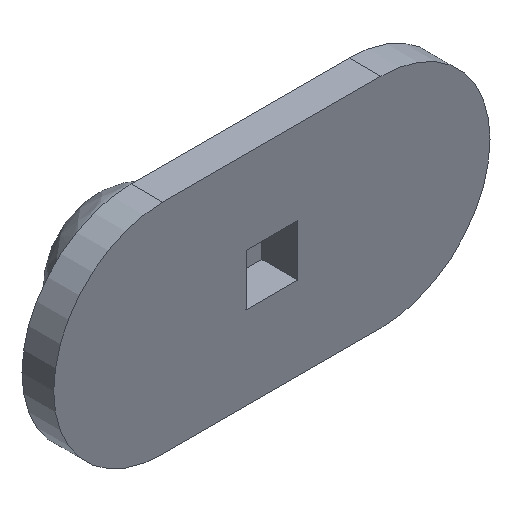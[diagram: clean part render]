
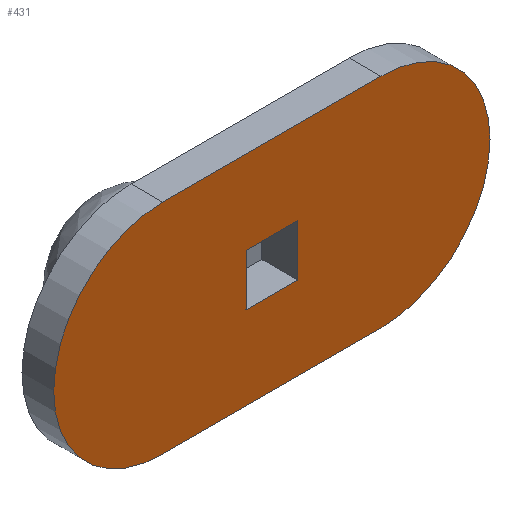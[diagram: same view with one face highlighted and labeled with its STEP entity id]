
A CAD part, isometric view. The second image highlights one B-rep face of the part: STEP entity #431.
In plain terms, the highlighted planar face has unit normal (0, -1, 0).
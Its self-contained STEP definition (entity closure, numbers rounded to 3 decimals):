
#16=FACE_BOUND('',#159,.T.);
#24=LINE('',#704,#58);
#28=LINE('',#712,#62);
#31=LINE('',#718,#65);
#34=LINE('',#723,#68);
#53=LINE('',#809,#87);
#56=LINE('',#817,#90);
#58=VECTOR('',#488,10.);
#62=VECTOR('',#494,10.);
#65=VECTOR('',#499,10.);
#68=VECTOR('',#504,10.);
#87=VECTOR('',#573,10.);
#90=VECTOR('',#582,10.);
#107=PLANE('',#473);
#132=FACE_OUTER_BOUND('',#158,.T.);
#158=EDGE_LOOP('',(#397,#398,#399,#400));
#159=EDGE_LOOP('',(#401,#402,#403,#404));
#184=CIRCLE('',#469,5.5);
#185=CIRCLE('',#472,5.5);
#196=VERTEX_POINT('',#702);
#197=VERTEX_POINT('',#703);
#200=VERTEX_POINT('',#711);
#202=VERTEX_POINT('',#717);
#221=VERTEX_POINT('',#806);
#222=VERTEX_POINT('',#808);
#223=VERTEX_POINT('',#812);
#224=VERTEX_POINT('',#816);
#236=EDGE_CURVE('',#196,#197,#24,.T.);
#240=EDGE_CURVE('',#200,#196,#28,.T.);
#243=EDGE_CURVE('',#202,#200,#31,.T.);
#246=EDGE_CURVE('',#197,#202,#34,.T.);
#278=EDGE_CURVE('',#222,#221,#53,.T.);
#280=EDGE_CURVE('',#223,#222,#184,.T.);
#282=EDGE_CURVE('',#224,#223,#56,.T.);
#284=EDGE_CURVE('',#221,#224,#185,.T.);
#397=ORIENTED_EDGE('',*,*,#284,.T.);
#398=ORIENTED_EDGE('',*,*,#282,.T.);
#399=ORIENTED_EDGE('',*,*,#280,.T.);
#400=ORIENTED_EDGE('',*,*,#278,.T.);
#401=ORIENTED_EDGE('',*,*,#236,.T.);
#402=ORIENTED_EDGE('',*,*,#246,.T.);
#403=ORIENTED_EDGE('',*,*,#243,.T.);
#404=ORIENTED_EDGE('',*,*,#240,.T.);
#431=ADVANCED_FACE('',(#132,#16),#107,.T.);
#469=AXIS2_PLACEMENT_3D('',#813,#577,#578);
#472=AXIS2_PLACEMENT_3D('',#820,#586,#587);
#473=AXIS2_PLACEMENT_3D('',#821,#588,#589);
#488=DIRECTION('',(0.,0.,1.));
#494=DIRECTION('',(-1.,0.,0.));
#499=DIRECTION('',(0.,0.,-1.));
#504=DIRECTION('',(1.,0.,0.));
#573=DIRECTION('',(1.,0.,0.));
#577=DIRECTION('center_axis',(0.,-1.,0.));
#578=DIRECTION('ref_axis',(0.,0.,1.));
#582=DIRECTION('',(-1.,0.,0.));
#586=DIRECTION('center_axis',(0.,-1.,0.));
#587=DIRECTION('ref_axis',(0.,0.,-1.));
#588=DIRECTION('center_axis',(0.,-1.,0.));
#589=DIRECTION('ref_axis',(1.,0.,0.));
#702=CARTESIAN_POINT('',(-2.55,58.2,-1.473));
#703=CARTESIAN_POINT('',(-2.55,58.2,1.127));
#704=CARTESIAN_POINT('',(-2.55,58.2,-0.823));
#711=CARTESIAN_POINT('',(0.05,58.2,-1.473));
#712=CARTESIAN_POINT('',(-0.6,58.2,-1.473));
#717=CARTESIAN_POINT('',(0.05,58.2,1.127));
#718=CARTESIAN_POINT('',(0.05,58.2,0.477));
#723=CARTESIAN_POINT('',(-1.9,58.2,1.127));
#806=CARTESIAN_POINT('',(4.25,58.2,-5.673));
#808=CARTESIAN_POINT('',(-6.75,58.2,-5.673));
#809=CARTESIAN_POINT('',(4.25,58.2,-5.673));
#812=CARTESIAN_POINT('',(-6.75,58.2,5.327));
#813=CARTESIAN_POINT('Origin',(-6.75,58.2,-0.173));
#816=CARTESIAN_POINT('',(4.25,58.2,5.327));
#817=CARTESIAN_POINT('',(-6.75,58.2,5.327));
#820=CARTESIAN_POINT('Origin',(4.25,58.2,-0.173));
#821=CARTESIAN_POINT('Origin',(-1.25,58.2,-0.173));
